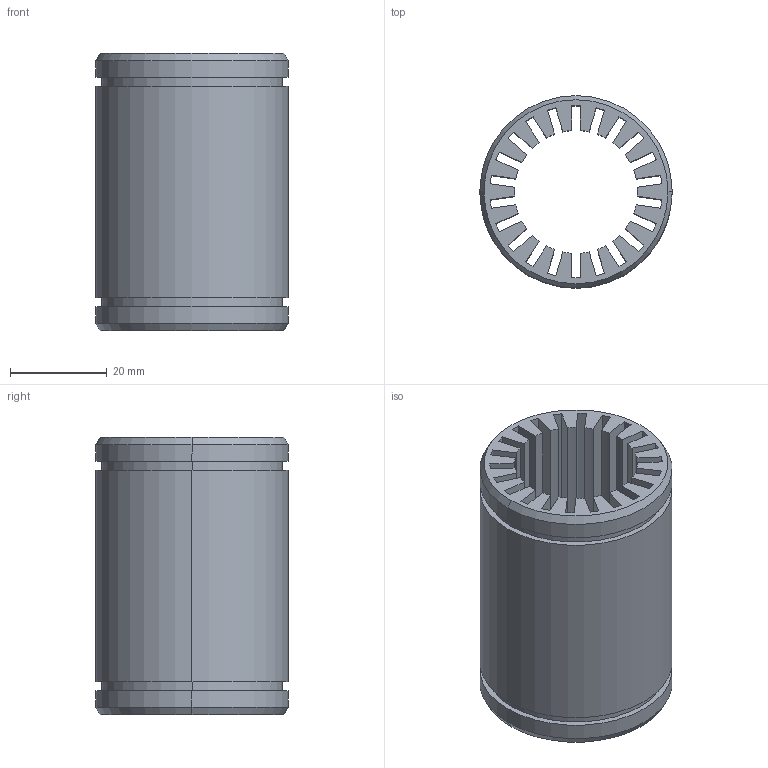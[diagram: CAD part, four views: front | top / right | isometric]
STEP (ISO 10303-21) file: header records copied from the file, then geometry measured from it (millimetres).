
FILE_DESCRIPTION((''),'2;1');
FILE_NAME('RJI-01-16 Drylin R Bearing.stp','2008-01-20T16:03:06',('Owner'),(''),'Autodesk Inventor (R) 6.0','Autodesk Inventor (R) 6.0','');
FILE_SCHEMA(('AUTOMOTIVE_DESIGN { 1 0 10303 214 1 1 1 1 }'));
Length unit declared in the file: inch
Products named in the file (1): RJI-01-16 Drylin R Bearing
Bounding box: 39.69 x 39.69 x 57.15 mm (x, y, z)
Volume: 29672.8 mm3; surface area: 25971.4 mm2
Topology: 1 solids, 1 shells, 110 faces, 308 edges, 204 vertices
Faces by surface type: plane 70, cylinder 32, bspline 4, cone 4
Entity records: 3587 total; most frequent: CARTESIAN_POINT 663, ORIENTED_EDGE 616, DIRECTION 594, EDGE_CURVE 308, VECTOR 236, LINE 236, VERTEX_POINT 204, AXIS2_PLACEMENT_3D 179
